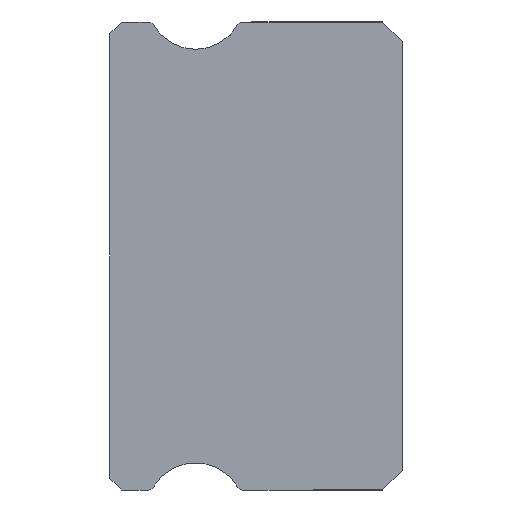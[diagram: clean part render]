
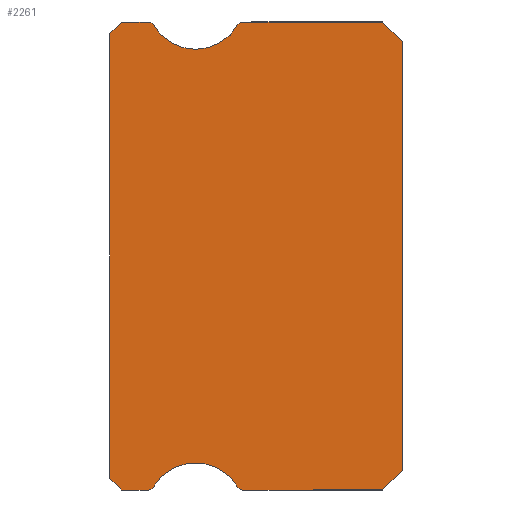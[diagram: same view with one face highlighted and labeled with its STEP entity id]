
A CAD part, left-side view. The second image highlights one B-rep face of the part: STEP entity #2261.
In plain terms, the highlighted planar face has unit normal (-1, 0, 0).
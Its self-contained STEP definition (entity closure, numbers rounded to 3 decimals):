
#4 = EDGE_CURVE ( 'NONE', #4061, #1501, #4574, .T. ) ;
#26 = EDGE_CURVE ( 'NONE', #2705, #5730, #6265, .T. ) ;
#39 = DIRECTION ( 'NONE',  ( 0., 0., 1. ) ) ;
#40 = CARTESIAN_POINT ( 'NONE',  ( -10., 5.3, 5.3 ) ) ;
#51 = DIRECTION ( 'NONE',  ( 0., 1., 0. ) ) ;
#190 = ORIENTED_EDGE ( 'NONE', *, *, #6464, .F. ) ;
#253 = CARTESIAN_POINT ( 'NONE',  ( -10., 5.3, 6.55 ) ) ;
#384 = VECTOR ( 'NONE', #3852, 1000. ) ;
#395 = DIRECTION ( 'NONE',  ( 1., 0., 0. ) ) ;
#441 = LINE ( 'NONE', #5050, #4897 ) ;
#462 = EDGE_CURVE ( 'NONE', #4961, #726, #5900, .T. ) ;
#494 = ORIENTED_EDGE ( 'NONE', *, *, #6008, .F. ) ;
#555 = CARTESIAN_POINT ( 'NONE',  ( -10., 6.512, 5.85 ) ) ;
#599 = DIRECTION ( 'NONE',  ( 1., 0., 0. ) ) ;
#726 = VERTEX_POINT ( 'NONE', #1606 ) ;
#780 = AXIS2_PLACEMENT_3D ( 'NONE', #5008, #1885, #5951 ) ;
#800 = DIRECTION ( 'NONE',  ( 0., 0., 1. ) ) ;
#831 = CIRCLE ( 'NONE', #4589, 0.15 ) ;
#899 = DIRECTION ( 'NONE',  ( 0., 0., -1. ) ) ;
#1006 = LINE ( 'NONE', #4688, #2130 ) ;
#1124 = CARTESIAN_POINT ( 'NONE',  ( -10., 6.512, -6. ) ) ;
#1186 = ORIENTED_EDGE ( 'NONE', *, *, #4743, .T. ) ;
#1232 = CARTESIAN_POINT ( 'NONE',  ( -10., 0., -5.5 ) ) ;
#1259 = VERTEX_POINT ( 'NONE', #40 ) ;
#1332 = VECTOR ( 'NONE', #6284, 1000. ) ;
#1383 = DIRECTION ( 'NONE',  ( 0., 0.707, -0.707 ) ) ;
#1501 = VERTEX_POINT ( 'NONE', #5636 ) ;
#1574 = DIRECTION ( 'NONE',  ( 0., -1., 0. ) ) ;
#1606 = CARTESIAN_POINT ( 'NONE',  ( -10., 7.5, 5.7 ) ) ;
#1628 = LINE ( 'NONE', #6182, #1332 ) ;
#1664 = VERTEX_POINT ( 'NONE', #5162 ) ;
#1675 = AXIS2_PLACEMENT_3D ( 'NONE', #555, #599, #1696 ) ;
#1696 = DIRECTION ( 'NONE',  ( 0., 0., -1. ) ) ;
#1700 = ORIENTED_EDGE ( 'NONE', *, *, #2726, .F. ) ;
#1820 = ORIENTED_EDGE ( 'NONE', *, *, #3242, .T. ) ;
#1852 = FACE_OUTER_BOUND ( 'NONE', #3041, .T. ) ;
#1885 = DIRECTION ( 'NONE',  ( 1., 0., 0. ) ) ;
#1921 = VERTEX_POINT ( 'NONE', #4822 ) ;
#1993 = CIRCLE ( 'NONE', #5748, 1.25 ) ;
#2025 = CARTESIAN_POINT ( 'NONE',  ( -10., 0.5, -6. ) ) ;
#2041 = ORIENTED_EDGE ( 'NONE', *, *, #5494, .T. ) ;
#2078 = EDGE_CURVE ( 'NONE', #1501, #1259, #1993, .T. ) ;
#2130 = VECTOR ( 'NONE', #51, 1000. ) ;
#2184 = LINE ( 'NONE', #4607, #5972 ) ;
#2261 = ADVANCED_FACE ( 'NONE', ( #1852 ), #6030, .F. ) ;
#2274 = CARTESIAN_POINT ( 'NONE',  ( -10., 0.5, 6. ) ) ;
#2339 = DIRECTION ( 'NONE',  ( 0., 0., -1. ) ) ;
#2397 = DIRECTION ( 'NONE',  ( -1., 0., 0. ) ) ;
#2415 = CIRCLE ( 'NONE', #2524, 1.25 ) ;
#2431 = CARTESIAN_POINT ( 'NONE',  ( -10., 5.3, -6.55 ) ) ;
#2524 = AXIS2_PLACEMENT_3D ( 'NONE', #2431, #2397, #6496 ) ;
#2526 = CIRCLE ( 'NONE', #4338, 0.15 ) ;
#2533 = VECTOR ( 'NONE', #1574, 1000. ) ;
#2582 = VERTEX_POINT ( 'NONE', #2861 ) ;
#2697 = ORIENTED_EDGE ( 'NONE', *, *, #5361, .F. ) ;
#2705 = VERTEX_POINT ( 'NONE', #6568 ) ;
#2726 = EDGE_CURVE ( 'NONE', #1664, #4549, #2415, .T. ) ;
#2750 = CIRCLE ( 'NONE', #4682, 0.15 ) ;
#2828 = ORIENTED_EDGE ( 'NONE', *, *, #3149, .F. ) ;
#2829 = EDGE_CURVE ( 'NONE', #4961, #2845, #1628, .T. ) ;
#2845 = VERTEX_POINT ( 'NONE', #4627 ) ;
#2861 = CARTESIAN_POINT ( 'NONE',  ( -10., 7.2, 6. ) ) ;
#3041 = EDGE_LOOP ( 'NONE', ( #1820, #4712, #3806, #2041, #494, #1700, #6212, #2697, #5164, #3480, #190, #5538, #2828, #4401, #5264, #4463, #1186 ) ) ;
#3149 = EDGE_CURVE ( 'NONE', #1921, #3741, #2750, .T. ) ;
#3242 = EDGE_CURVE ( 'NONE', #2582, #726, #5590, .T. ) ;
#3253 = VERTEX_POINT ( 'NONE', #6633 ) ;
#3480 = ORIENTED_EDGE ( 'NONE', *, *, #26, .T. ) ;
#3533 = CARTESIAN_POINT ( 'NONE',  ( -10., 4.088, 6. ) ) ;
#3592 = VECTOR ( 'NONE', #6388, 1000. ) ;
#3630 = CARTESIAN_POINT ( 'NONE',  ( -10., 7.5, -5.7 ) ) ;
#3738 = VERTEX_POINT ( 'NONE', #2025 ) ;
#3741 = VERTEX_POINT ( 'NONE', #3533 ) ;
#3806 = ORIENTED_EDGE ( 'NONE', *, *, #2829, .T. ) ;
#3808 = DIRECTION ( 'NONE',  ( 0., 0., -1. ) ) ;
#3852 = DIRECTION ( 'NONE',  ( 0., -0.707, -0.707 ) ) ;
#4061 = VERTEX_POINT ( 'NONE', #6463 ) ;
#4086 = EDGE_CURVE ( 'NONE', #6447, #1664, #831, .T. ) ;
#4169 = CARTESIAN_POINT ( 'NONE',  ( -10., 0., 5.5 ) ) ;
#4205 = CARTESIAN_POINT ( 'NONE',  ( -10., 5.3, 6.55 ) ) ;
#4320 = CARTESIAN_POINT ( 'NONE',  ( -10., 6.512, -6. ) ) ;
#4338 = AXIS2_PLACEMENT_3D ( 'NONE', #6051, #5481, #4864 ) ;
#4401 = ORIENTED_EDGE ( 'NONE', *, *, #4770, .F. ) ;
#4463 = ORIENTED_EDGE ( 'NONE', *, *, #4, .F. ) ;
#4549 = VERTEX_POINT ( 'NONE', #4934 ) ;
#4574 = CIRCLE ( 'NONE', #1675, 0.15 ) ;
#4589 = AXIS2_PLACEMENT_3D ( 'NONE', #6567, #6144, #5046 ) ;
#4607 = CARTESIAN_POINT ( 'NONE',  ( -10., 6.512, 6. ) ) ;
#4627 = CARTESIAN_POINT ( 'NONE',  ( -10., 7.2, -6. ) ) ;
#4676 = VECTOR ( 'NONE', #39, 1000. ) ;
#4682 = AXIS2_PLACEMENT_3D ( 'NONE', #5083, #395, #899 ) ;
#4688 = CARTESIAN_POINT ( 'NONE',  ( -10., 7.2, 6. ) ) ;
#4712 = ORIENTED_EDGE ( 'NONE', *, *, #462, .F. ) ;
#4743 = EDGE_CURVE ( 'NONE', #4061, #2582, #1006, .T. ) ;
#4750 = DIRECTION ( 'NONE',  ( -1., 0., 0. ) ) ;
#4770 = EDGE_CURVE ( 'NONE', #1259, #1921, #5678, .T. ) ;
#4822 = CARTESIAN_POINT ( 'NONE',  ( -10., 4.217, 5.925 ) ) ;
#4864 = DIRECTION ( 'NONE',  ( 0., 0., -1. ) ) ;
#4878 = CARTESIAN_POINT ( 'NONE',  ( -10., 7.5, 5.85 ) ) ;
#4897 = VECTOR ( 'NONE', #6003, 1000. ) ;
#4934 = CARTESIAN_POINT ( 'NONE',  ( -10., 6.383, -5.925 ) ) ;
#4961 = VERTEX_POINT ( 'NONE', #3630 ) ;
#5008 = CARTESIAN_POINT ( 'NONE',  ( -10., 6.512, 5.85 ) ) ;
#5039 = CARTESIAN_POINT ( 'NONE',  ( -10., 0., 5.5 ) ) ;
#5046 = DIRECTION ( 'NONE',  ( 0., 0., -1. ) ) ;
#5050 = CARTESIAN_POINT ( 'NONE',  ( -10., 6.512, -6. ) ) ;
#5083 = CARTESIAN_POINT ( 'NONE',  ( -10., 4.088, 5.85 ) ) ;
#5162 = CARTESIAN_POINT ( 'NONE',  ( -10., 4.217, -5.925 ) ) ;
#5164 = ORIENTED_EDGE ( 'NONE', *, *, #5254, .F. ) ;
#5244 = EDGE_CURVE ( 'NONE', #3741, #3253, #2184, .T. ) ;
#5254 = EDGE_CURVE ( 'NONE', #2705, #3738, #5896, .T. ) ;
#5264 = ORIENTED_EDGE ( 'NONE', *, *, #2078, .F. ) ;
#5273 = LINE ( 'NONE', #2274, #384 ) ;
#5361 = EDGE_CURVE ( 'NONE', #3738, #6447, #441, .T. ) ;
#5384 = CARTESIAN_POINT ( 'NONE',  ( -10., 4.088, -6. ) ) ;
#5481 = DIRECTION ( 'NONE',  ( 1., 0., 0. ) ) ;
#5494 = EDGE_CURVE ( 'NONE', #2845, #5593, #6184, .T. ) ;
#5538 = ORIENTED_EDGE ( 'NONE', *, *, #5244, .F. ) ;
#5559 = VECTOR ( 'NONE', #800, 1000. ) ;
#5590 = LINE ( 'NONE', #6010, #6609 ) ;
#5593 = VERTEX_POINT ( 'NONE', #4320 ) ;
#5636 = CARTESIAN_POINT ( 'NONE',  ( -10., 6.383, 5.925 ) ) ;
#5678 = CIRCLE ( 'NONE', #6549, 1.25 ) ;
#5730 = VERTEX_POINT ( 'NONE', #5039 ) ;
#5748 = AXIS2_PLACEMENT_3D ( 'NONE', #253, #6041, #2339 ) ;
#5896 = LINE ( 'NONE', #1232, #3592 ) ;
#5900 = LINE ( 'NONE', #4878, #5559 ) ;
#5951 = DIRECTION ( 'NONE',  ( 0., 0., -1. ) ) ;
#5972 = VECTOR ( 'NONE', #6660, 1000. ) ;
#6003 = DIRECTION ( 'NONE',  ( 0., 1., 0. ) ) ;
#6008 = EDGE_CURVE ( 'NONE', #4549, #5593, #2526, .T. ) ;
#6010 = CARTESIAN_POINT ( 'NONE',  ( -10., 7.5, 5.7 ) ) ;
#6030 = PLANE ( 'NONE',  #780 ) ;
#6041 = DIRECTION ( 'NONE',  ( -1., 0., 0. ) ) ;
#6051 = CARTESIAN_POINT ( 'NONE',  ( -10., 6.512, -5.85 ) ) ;
#6144 = DIRECTION ( 'NONE',  ( 1., 0., 0. ) ) ;
#6182 = CARTESIAN_POINT ( 'NONE',  ( -10., 7.2, -6. ) ) ;
#6184 = LINE ( 'NONE', #1124, #2533 ) ;
#6212 = ORIENTED_EDGE ( 'NONE', *, *, #4086, .F. ) ;
#6265 = LINE ( 'NONE', #4169, #4676 ) ;
#6284 = DIRECTION ( 'NONE',  ( 0., -0.707, -0.707 ) ) ;
#6388 = DIRECTION ( 'NONE',  ( 0., 0.707, -0.707 ) ) ;
#6447 = VERTEX_POINT ( 'NONE', #5384 ) ;
#6463 = CARTESIAN_POINT ( 'NONE',  ( -10., 6.512, 6. ) ) ;
#6464 = EDGE_CURVE ( 'NONE', #3253, #5730, #5273, .T. ) ;
#6496 = DIRECTION ( 'NONE',  ( 0., 0., -1. ) ) ;
#6549 = AXIS2_PLACEMENT_3D ( 'NONE', #4205, #4750, #3808 ) ;
#6567 = CARTESIAN_POINT ( 'NONE',  ( -10., 4.088, -5.85 ) ) ;
#6568 = CARTESIAN_POINT ( 'NONE',  ( -10., 0., -5.5 ) ) ;
#6609 = VECTOR ( 'NONE', #1383, 1000. ) ;
#6633 = CARTESIAN_POINT ( 'NONE',  ( -10., 0.5, 6. ) ) ;
#6660 = DIRECTION ( 'NONE',  ( 0., -1., 0. ) ) ;
